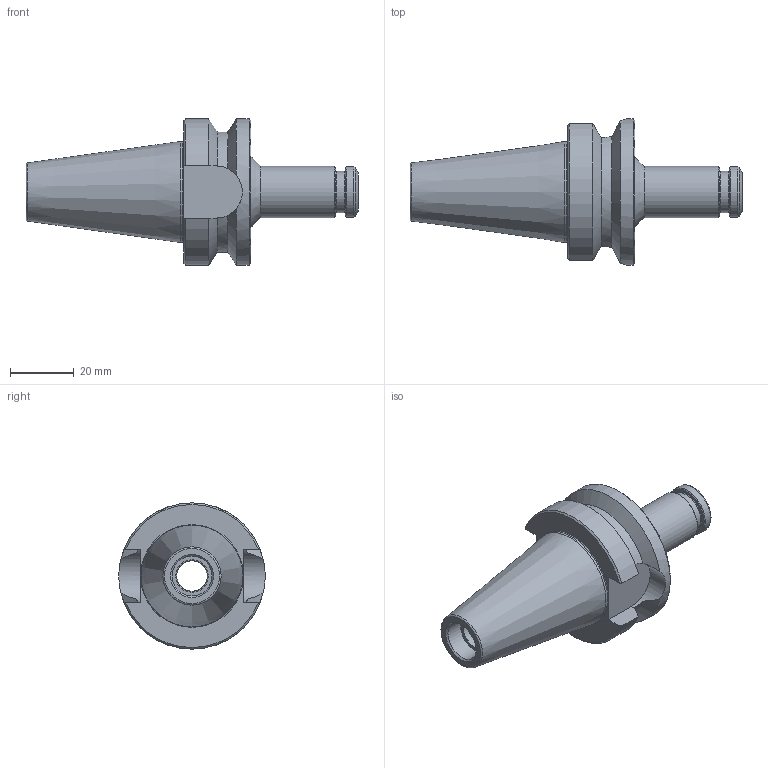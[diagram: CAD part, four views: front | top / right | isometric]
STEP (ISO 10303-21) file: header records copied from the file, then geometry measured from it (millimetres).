
FILE_DESCRIPTION(/* description */ (''),/* implementation_level */ '2;1');
FILE_NAME(/* name */ 'BT30-MG10-60D.step',/* time_stamp */ '2026-02-06T07:40:40-06:00',/* author */ (''),/* organization */ (''),/* preprocessor_version */ 'ST-DEVELOPER v20.1',/* originating_system */ 'Autodesk Translation Framework v14.24.0.0',/* authorisation */ '');
FILE_SCHEMA (('AUTOMOTIVE_DESIGN { 1 0 10303 214 3 1 1 }'));
Length unit declared in the file: inch
Products named in the file (3): BT30 DUAL CONTACT TEMPLATE FINALIZED; (Unsaved); BT30 SF.250-3.75 v3
Assembly tree (2 placements, depth 3):
  BT30 DUAL CONTACT TEMPLATE FINALIZED
    (Unsaved)
      BT30 SF.250-3.75 v3
Bounding box: 104.27 x 45.92 x 45.92 mm (x, y, z)
Volume: 52320.7 mm3; surface area: 14983.5 mm2
Topology: 1 solids, 1 shells, 50 faces, 116 edges, 73 vertices
Faces by surface type: cone 19, plane 15, cylinder 14, torus 2
Full cylindrical faces by diameter (mm): 9.96 x1, 10.16 x1, 12.548 x1, 12.954 x1, 16.002 x1, 16.053 x1, 31.75 x1, 45.923 x1
Entity records: 1622 total; most frequent: CARTESIAN_POINT 336, DIRECTION 269, ORIENTED_EDGE 232, EDGE_CURVE 116, AXIS2_PLACEMENT_3D 114, VERTEX_POINT 73, CIRCLE 59, EDGE_LOOP 57
